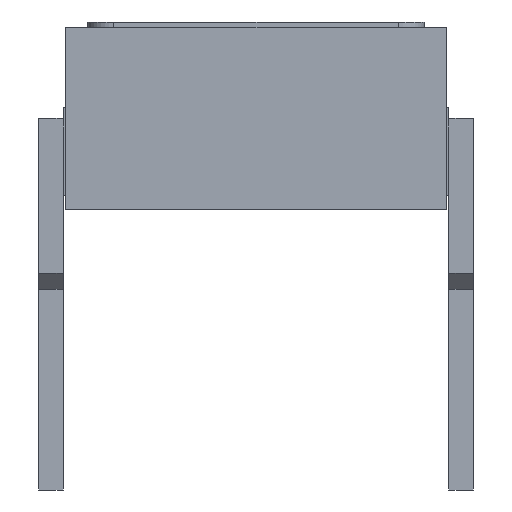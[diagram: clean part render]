
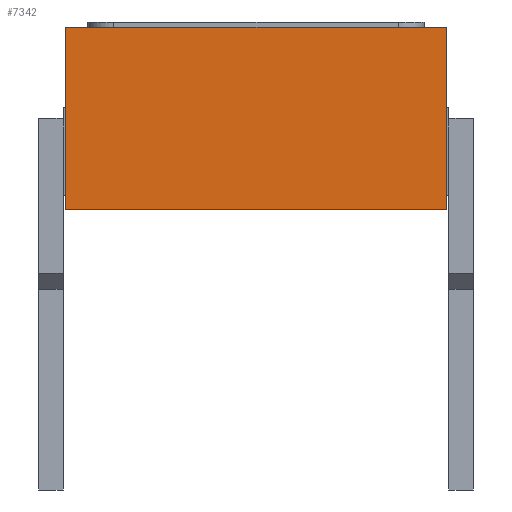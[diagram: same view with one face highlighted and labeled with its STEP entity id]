
A CAD part, front view. The second image highlights one B-rep face of the part: STEP entity #7342.
In plain terms, the highlighted planar face has unit normal (0, -1, 0).
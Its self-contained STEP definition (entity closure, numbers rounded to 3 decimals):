
#7240=CARTESIAN_POINT('',(-3.615,-9.715,4.98));
#7241=VERTEX_POINT('',#7240);
#7248=CARTESIAN_POINT('',(3.615,-9.715,4.98));
#7249=VERTEX_POINT('',#7248);
#7250=CARTESIAN_POINT('',(-3.615,-9.715,4.98));
#7251=DIRECTION('',(1.0,0.0,0.0));
#7252=VECTOR('',#7251,7.23);
#7253=LINE('',#7250,#7252);
#7254=EDGE_CURVE('',#7241,#7249,#7253,.T.);
#7271=CARTESIAN_POINT('',(3.615,-9.715,1.52));
#7272=VERTEX_POINT('',#7271);
#7273=CARTESIAN_POINT('',(-3.615,-9.715,1.52));
#7274=VERTEX_POINT('',#7273);
#7275=CARTESIAN_POINT('',(3.615,-9.715,1.52));
#7276=DIRECTION('',(-1.0,0.0,0.0));
#7277=VECTOR('',#7276,7.23);
#7278=LINE('',#7275,#7277);
#7279=EDGE_CURVE('',#7272,#7274,#7278,.T.);
#7304=CARTESIAN_POINT('',(-3.615,-9.715,4.98));
#7305=DIRECTION('',(0.0,0.0,-1.0));
#7306=VECTOR('',#7305,3.46);
#7307=LINE('',#7304,#7306);
#7308=EDGE_CURVE('',#7241,#7274,#7307,.T.);
#7319=CARTESIAN_POINT('',(3.615,-9.715,4.98));
#7320=DIRECTION('',(0.0,0.0,-1.0));
#7321=VECTOR('',#7320,3.46);
#7322=LINE('',#7319,#7321);
#7323=EDGE_CURVE('',#7249,#7272,#7322,.T.);
#7331=CARTESIAN_POINT('',(0.,-9.715,3.25));
#7332=DIRECTION('',(0.0,1.0,0.0));
#7333=DIRECTION('',(0.0,0.0,1.0));
#7334=AXIS2_PLACEMENT_3D('',#7331,#7332,#7333);
#7335=PLANE('',#7334);
#7336=ORIENTED_EDGE('',*,*,#7308,.T.);
#7337=ORIENTED_EDGE('',*,*,#7279,.F.);
#7338=ORIENTED_EDGE('',*,*,#7323,.F.);
#7339=ORIENTED_EDGE('',*,*,#7254,.F.);
#7340=EDGE_LOOP('',(#7336,#7337,#7338,#7339));
#7341=FACE_OUTER_BOUND('',#7340,.T.);
#7342=ADVANCED_FACE('',(#7341),#7335,.F.);
